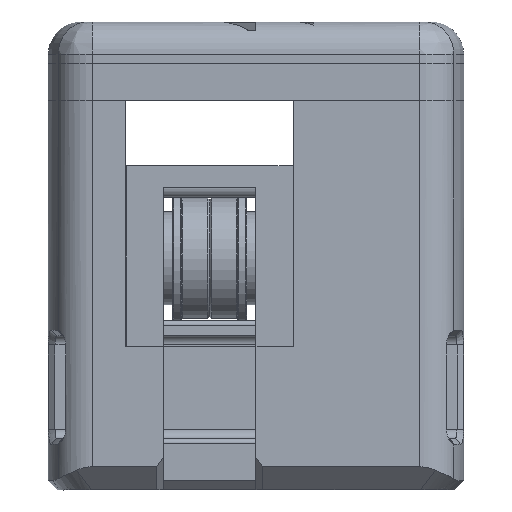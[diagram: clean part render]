
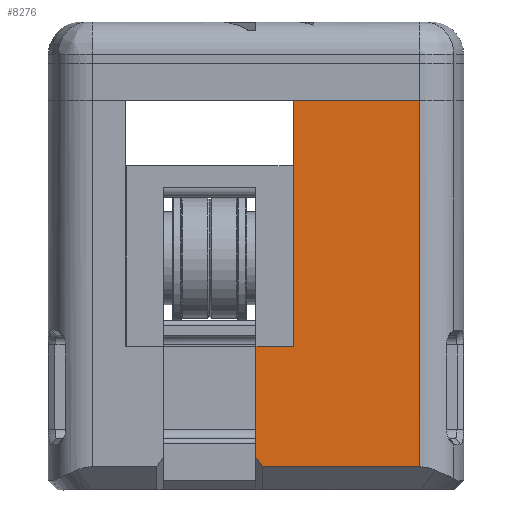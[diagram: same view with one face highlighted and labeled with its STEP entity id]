
A CAD part, left-side view. The second image highlights one B-rep face of the part: STEP entity #8276.
In plain terms, the highlighted planar face has unit normal (-1, 0, 0).
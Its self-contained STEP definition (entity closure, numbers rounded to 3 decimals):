
#416=PLANE('',#9065);
#779=FACE_OUTER_BOUND('',#1273,.T.);
#1273=EDGE_LOOP('',(#6307,#6308,#6309,#6310,#6311,#6312,#6313));
#1743=LINE('',#12731,#2560);
#1809=LINE('',#13305,#2626);
#1822=LINE('',#13330,#2639);
#1858=LINE('',#13447,#2675);
#1862=LINE('',#13456,#2679);
#1976=LINE('',#13777,#2793);
#1977=LINE('',#13778,#2794);
#2560=VECTOR('',#9842,10.);
#2626=VECTOR('',#9988,10.);
#2639=VECTOR('',#10007,10.);
#2675=VECTOR('',#10079,10.);
#2679=VECTOR('',#10085,10.);
#2793=VECTOR('',#10269,10.);
#2794=VECTOR('',#10270,10.);
#3700=VERTEX_POINT('',#12728);
#3701=VERTEX_POINT('',#12730);
#3773=VERTEX_POINT('',#13302);
#3774=VERTEX_POINT('',#13304);
#3783=VERTEX_POINT('',#13329);
#3819=VERTEX_POINT('',#13445);
#3820=VERTEX_POINT('',#13446);
#4532=EDGE_CURVE('',#3700,#3701,#1743,.T.);
#4639=EDGE_CURVE('',#3773,#3774,#1809,.T.);
#4653=EDGE_CURVE('',#3783,#3774,#1822,.T.);
#4699=EDGE_CURVE('',#3819,#3820,#1858,.T.);
#4704=EDGE_CURVE('',#3819,#3701,#1862,.T.);
#4837=EDGE_CURVE('',#3700,#3783,#1976,.T.);
#4838=EDGE_CURVE('',#3773,#3820,#1977,.T.);
#6307=ORIENTED_EDGE('',*,*,#4699,.F.);
#6308=ORIENTED_EDGE('',*,*,#4704,.T.);
#6309=ORIENTED_EDGE('',*,*,#4532,.F.);
#6310=ORIENTED_EDGE('',*,*,#4837,.T.);
#6311=ORIENTED_EDGE('',*,*,#4653,.T.);
#6312=ORIENTED_EDGE('',*,*,#4639,.F.);
#6313=ORIENTED_EDGE('',*,*,#4838,.T.);
#8276=ADVANCED_FACE('',(#779),#416,.T.);
#9065=AXIS2_PLACEMENT_3D('',#13776,#10267,#10268);
#9842=DIRECTION('',(0.,0.,-1.));
#9988=DIRECTION('',(0.,-1.,0.));
#10007=DIRECTION('',(0.,0.,-1.));
#10079=DIRECTION('',(0.,0.577,0.816));
#10085=DIRECTION('',(0.,-1.,0.));
#10267=DIRECTION('center_axis',(-1.,0.,0.));
#10268=DIRECTION('ref_axis',(0.,0.,1.));
#10269=DIRECTION('',(0.,1.,0.));
#10270=DIRECTION('',(0.,0.,-1.));
#12728=CARTESIAN_POINT('',(-36.5,2.319,17.));
#12730=CARTESIAN_POINT('',(-36.5,2.319,-22.5));
#12731=CARTESIAN_POINT('',(-36.5,2.319,21.));
#13302=CARTESIAN_POINT('',(-36.5,20.,-9.5));
#13304=CARTESIAN_POINT('',(-36.5,15.9,-9.5));
#13305=CARTESIAN_POINT('',(-36.5,20.,-9.5));
#13329=CARTESIAN_POINT('',(-36.5,15.9,17.));
#13330=CARTESIAN_POINT('',(-36.5,15.9,-4.5));
#13445=CARTESIAN_POINT('',(-36.5,19.293,-22.5));
#13446=CARTESIAN_POINT('',(-36.5,20.,-21.5));
#13447=CARTESIAN_POINT('',(-36.5,15.311,-28.131));
#13456=CARTESIAN_POINT('',(-36.5,10.,-22.5));
#13776=CARTESIAN_POINT('Origin',(-36.5,0.,-25.));
#13777=CARTESIAN_POINT('',(-36.5,0.,17.));
#13778=CARTESIAN_POINT('',(-36.5,20.,-22.5));
